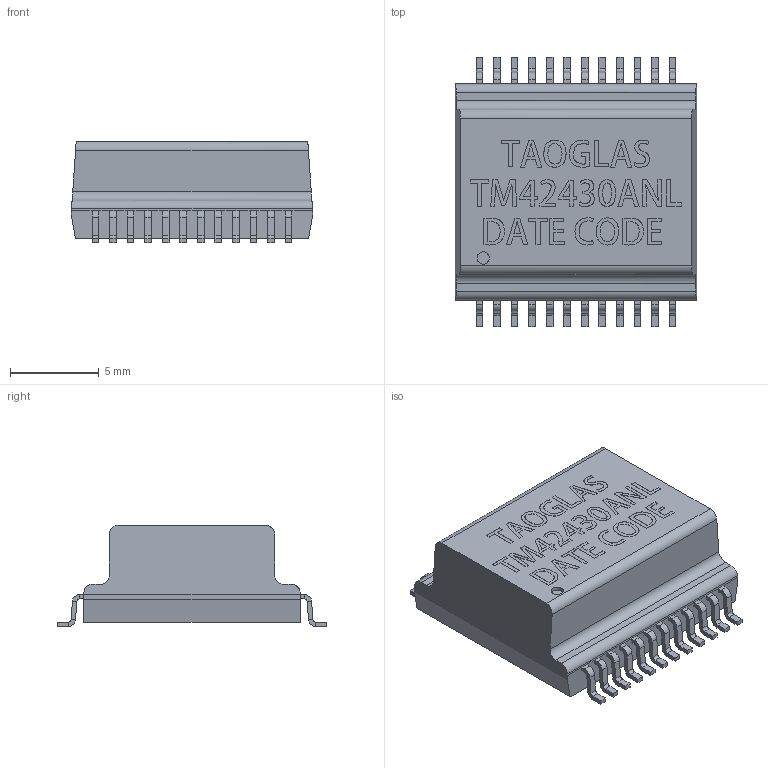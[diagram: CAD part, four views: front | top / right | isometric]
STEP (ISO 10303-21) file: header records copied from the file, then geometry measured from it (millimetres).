
FILE_DESCRIPTION (( 'STEP AP214' ), '1' );
FILE_NAME ('TM42430ANL.STEP', '2022-11-04T10:46:40', ( '' ), ( '' ), 'SwSTEP 2.0', 'SolidWorks 2022', '' );
FILE_SCHEMA (( 'AUTOMOTIVE_DESIGN' ));
Length unit declared in the file: millimetre
Products named in the file (1): TM42430ANL
Bounding box: 13.6 x 15.2 x 5.7 mm (x, y, z)
Volume: 768.9 mm3; surface area: 649.7 mm2
Topology: 1 solids, 1 shells, 856 faces, 2015 edges, 1198 vertices
Faces by surface type: plane 639, bspline 113, cylinder 104
Entity records: 26811 total; most frequent: CARTESIAN_POINT 6918, ORIENTED_EDGE 4030, DIRECTION 3283, EDGE_CURVE 2015, VECTOR 1403, LINE 1403, VERTEX_POINT 1198, AXIS2_PLACEMENT_3D 940
